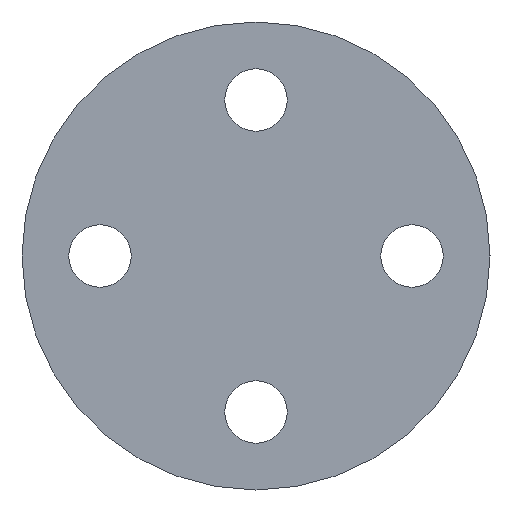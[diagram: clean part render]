
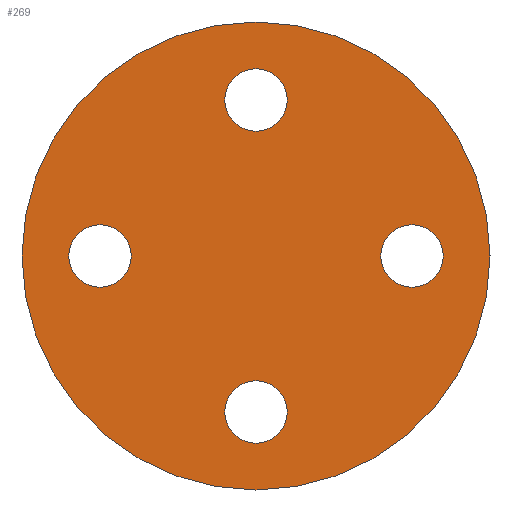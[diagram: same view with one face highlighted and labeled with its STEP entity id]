
A CAD part, left-side view. The second image highlights one B-rep face of the part: STEP entity #269.
In plain terms, the highlighted planar face has unit normal (-1, 0, 0).
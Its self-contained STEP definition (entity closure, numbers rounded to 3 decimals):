
#19 = AXIS2_PLACEMENT_3D ( 'NONE', #1535, #208, #306 ) ;
#47 = AXIS2_PLACEMENT_3D ( 'NONE', #437, #971, #1510 ) ;
#49 = VERTEX_POINT ( 'NONE', #428 ) ;
#55 = CARTESIAN_POINT ( 'NONE',  ( 0., 6., 1.2 ) ) ;
#61 = AXIS2_PLACEMENT_3D ( 'NONE', #611, #920, #254 ) ;
#74 = DIRECTION ( 'NONE',  ( 0., 0., -1. ) ) ;
#81 = CARTESIAN_POINT ( 'NONE',  ( 0., 0., 9. ) ) ;
#84 = FACE_BOUND ( 'NONE', #1246, .T. ) ;
#95 = VERTEX_POINT ( 'NONE', #1576 ) ;
#122 = DIRECTION ( 'NONE',  ( 1., 0., 0. ) ) ;
#143 = DIRECTION ( 'NONE',  ( 0., 0., -1. ) ) ;
#169 = CARTESIAN_POINT ( 'NONE',  ( 0., 0., 4.8 ) ) ;
#179 = CIRCLE ( 'NONE', #449, 9. ) ;
#191 = DIRECTION ( 'NONE',  ( 1., 0., 0. ) ) ;
#208 = DIRECTION ( 'NONE',  ( 1., 0., 0. ) ) ;
#227 = AXIS2_PLACEMENT_3D ( 'NONE', #377, #1693, #909 ) ;
#241 = CARTESIAN_POINT ( 'NONE',  ( 0., 0., 0. ) ) ;
#245 = ORIENTED_EDGE ( 'NONE', *, *, #1620, .T. ) ;
#254 = DIRECTION ( 'NONE',  ( 0., 0., -1. ) ) ;
#255 = EDGE_LOOP ( 'NONE', ( #1450, #987 ) ) ;
#266 = CARTESIAN_POINT ( 'NONE',  ( 0., -6., 1.2 ) ) ;
#269 = ADVANCED_FACE ( 'NONE', ( #1286, #640, #84, #1575, #906 ), #1445, .F. ) ;
#291 = AXIS2_PLACEMENT_3D ( 'NONE', #534, #1072, #143 ) ;
#306 = DIRECTION ( 'NONE',  ( 0., 0., -1. ) ) ;
#317 = CIRCLE ( 'NONE', #985, 9. ) ;
#321 = CIRCLE ( 'NONE', #47, 1.2 ) ;
#344 = DIRECTION ( 'NONE',  ( 1., 0., 0. ) ) ;
#356 = DIRECTION ( 'NONE',  ( 1., 0., 0. ) ) ;
#366 = EDGE_LOOP ( 'NONE', ( #1181, #245 ) ) ;
#376 = EDGE_LOOP ( 'NONE', ( #1556, #1710 ) ) ;
#377 = CARTESIAN_POINT ( 'NONE',  ( 0., 6., 0. ) ) ;
#428 = CARTESIAN_POINT ( 'NONE',  ( 0., 6., -1.2 ) ) ;
#437 = CARTESIAN_POINT ( 'NONE',  ( 0., -6., 0. ) ) ;
#447 = CARTESIAN_POINT ( 'NONE',  ( 0., 0., -4.8 ) ) ;
#449 = AXIS2_PLACEMENT_3D ( 'NONE', #1201, #122, #1625 ) ;
#453 = CARTESIAN_POINT ( 'NONE',  ( 0., 0., 6. ) ) ;
#465 = ORIENTED_EDGE ( 'NONE', *, *, #1311, .T. ) ;
#483 = EDGE_LOOP ( 'NONE', ( #465, #1010 ) ) ;
#534 = CARTESIAN_POINT ( 'NONE',  ( 0., -6., 0. ) ) ;
#570 = VERTEX_POINT ( 'NONE', #447 ) ;
#571 = CARTESIAN_POINT ( 'NONE',  ( 0., 0., 7.2 ) ) ;
#594 = CARTESIAN_POINT ( 'NONE',  ( 0., 6., 0. ) ) ;
#598 = CIRCLE ( 'NONE', #291, 1.2 ) ;
#611 = CARTESIAN_POINT ( 'NONE',  ( 0., 0., 6. ) ) ;
#640 = FACE_BOUND ( 'NONE', #366, .T. ) ;
#665 = VERTEX_POINT ( 'NONE', #169 ) ;
#704 = CIRCLE ( 'NONE', #61, 1.2 ) ;
#710 = AXIS2_PLACEMENT_3D ( 'NONE', #453, #1134, #718 ) ;
#713 = CIRCLE ( 'NONE', #710, 1.2 ) ;
#718 = DIRECTION ( 'NONE',  ( 0., 0., -1. ) ) ;
#773 = ORIENTED_EDGE ( 'NONE', *, *, #1446, .T. ) ;
#801 = VERTEX_POINT ( 'NONE', #266 ) ;
#867 = EDGE_CURVE ( 'NONE', #570, #95, #1102, .T. ) ;
#906 = FACE_BOUND ( 'NONE', #483, .T. ) ;
#909 = DIRECTION ( 'NONE',  ( 0., 0., -1. ) ) ;
#920 = DIRECTION ( 'NONE',  ( 1., 0., 0. ) ) ;
#921 = VERTEX_POINT ( 'NONE', #571 ) ;
#928 = CIRCLE ( 'NONE', #227, 1.2 ) ;
#966 = CARTESIAN_POINT ( 'NONE',  ( 0., 0., -6. ) ) ;
#971 = DIRECTION ( 'NONE',  ( 1., 0., 0. ) ) ;
#979 = CARTESIAN_POINT ( 'NONE',  ( 0., 0., 0. ) ) ;
#985 = AXIS2_PLACEMENT_3D ( 'NONE', #979, #344, #1152 ) ;
#987 = ORIENTED_EDGE ( 'NONE', *, *, #1408, .T. ) ;
#1010 = ORIENTED_EDGE ( 'NONE', *, *, #1442, .T. ) ;
#1072 = DIRECTION ( 'NONE',  ( 1., 0., 0. ) ) ;
#1077 = EDGE_CURVE ( 'NONE', #1429, #1222, #317, .T. ) ;
#1091 = DIRECTION ( 'NONE',  ( 0., 0., -1. ) ) ;
#1102 = CIRCLE ( 'NONE', #1465, 1.2 ) ;
#1134 = DIRECTION ( 'NONE',  ( 1., 0., 0. ) ) ;
#1152 = DIRECTION ( 'NONE',  ( 0., 0., -1. ) ) ;
#1164 = AXIS2_PLACEMENT_3D ( 'NONE', #241, #356, #1568 ) ;
#1181 = ORIENTED_EDGE ( 'NONE', *, *, #1404, .T. ) ;
#1201 = CARTESIAN_POINT ( 'NONE',  ( 0., 0., 0. ) ) ;
#1217 = AXIS2_PLACEMENT_3D ( 'NONE', #594, #191, #74 ) ;
#1222 = VERTEX_POINT ( 'NONE', #1424 ) ;
#1246 = EDGE_LOOP ( 'NONE', ( #1527, #773 ) ) ;
#1286 = FACE_OUTER_BOUND ( 'NONE', #376, .T. ) ;
#1303 = CIRCLE ( 'NONE', #19, 1.2 ) ;
#1311 = EDGE_CURVE ( 'NONE', #801, #1336, #598, .T. ) ;
#1336 = VERTEX_POINT ( 'NONE', #1401 ) ;
#1401 = CARTESIAN_POINT ( 'NONE',  ( 0., -6., -1.2 ) ) ;
#1404 = EDGE_CURVE ( 'NONE', #1431, #49, #1470, .T. ) ;
#1408 = EDGE_CURVE ( 'NONE', #665, #921, #713, .T. ) ;
#1424 = CARTESIAN_POINT ( 'NONE',  ( 0., 0., -9. ) ) ;
#1429 = VERTEX_POINT ( 'NONE', #81 ) ;
#1431 = VERTEX_POINT ( 'NONE', #55 ) ;
#1442 = EDGE_CURVE ( 'NONE', #1336, #801, #321, .T. ) ;
#1445 = PLANE ( 'NONE',  #1164 ) ;
#1446 = EDGE_CURVE ( 'NONE', #95, #570, #1303, .T. ) ;
#1450 = ORIENTED_EDGE ( 'NONE', *, *, #1588, .T. ) ;
#1465 = AXIS2_PLACEMENT_3D ( 'NONE', #966, #1629, #1091 ) ;
#1470 = CIRCLE ( 'NONE', #1217, 1.2 ) ;
#1510 = DIRECTION ( 'NONE',  ( 0., 0., -1. ) ) ;
#1527 = ORIENTED_EDGE ( 'NONE', *, *, #867, .T. ) ;
#1535 = CARTESIAN_POINT ( 'NONE',  ( 0., 0., -6. ) ) ;
#1556 = ORIENTED_EDGE ( 'NONE', *, *, #1077, .F. ) ;
#1568 = DIRECTION ( 'NONE',  ( 0., 0., -1. ) ) ;
#1575 = FACE_BOUND ( 'NONE', #255, .T. ) ;
#1576 = CARTESIAN_POINT ( 'NONE',  ( 0., 0., -7.2 ) ) ;
#1588 = EDGE_CURVE ( 'NONE', #921, #665, #704, .T. ) ;
#1620 = EDGE_CURVE ( 'NONE', #49, #1431, #928, .T. ) ;
#1625 = DIRECTION ( 'NONE',  ( 0., 0., -1. ) ) ;
#1629 = DIRECTION ( 'NONE',  ( 1., 0., 0. ) ) ;
#1656 = EDGE_CURVE ( 'NONE', #1222, #1429, #179, .T. ) ;
#1693 = DIRECTION ( 'NONE',  ( 1., 0., 0. ) ) ;
#1710 = ORIENTED_EDGE ( 'NONE', *, *, #1656, .F. ) ;
